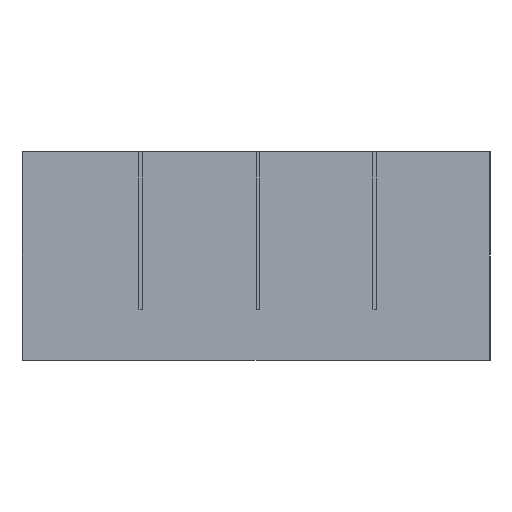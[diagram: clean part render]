
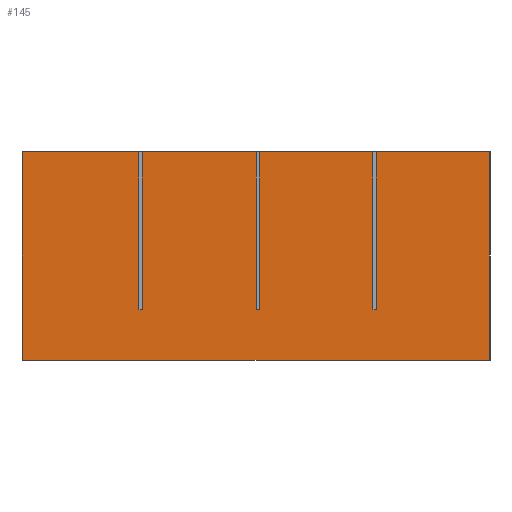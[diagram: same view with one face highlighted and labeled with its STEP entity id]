
A CAD part, front view. The second image highlights one B-rep face of the part: STEP entity #145.
In plain terms, the highlighted planar face has unit normal (0, -1, 0).
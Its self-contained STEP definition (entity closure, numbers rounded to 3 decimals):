
#21 = EDGE_CURVE('',#22,#24,#26,.T.);
#22 = VERTEX_POINT('',#23);
#23 = CARTESIAN_POINT('',(175.125,0.,103.));
#24 = VERTEX_POINT('',#25);
#25 = CARTESIAN_POINT('',(231.1,0.,103.));
#26 = LINE('',#27,#28);
#27 = CARTESIAN_POINT('',(0.,0.,103.));
#28 = VECTOR('',#29,1.);
#29 = DIRECTION('',(1.,0.,0.));
#145 = ADVANCED_FACE('',(#146),#267,.F.);
#146 = FACE_BOUND('',#147,.F.);
#147 = EDGE_LOOP('',(#148,#149,#157,#165,#173,#181,#189,#197,#205,#213,
    #221,#229,#237,#245,#253,#261));
#148 = ORIENTED_EDGE('',*,*,#21,.T.);
#149 = ORIENTED_EDGE('',*,*,#150,.F.);
#150 = EDGE_CURVE('',#151,#24,#153,.T.);
#151 = VERTEX_POINT('',#152);
#152 = CARTESIAN_POINT('',(231.1,0.,0.));
#153 = LINE('',#154,#155);
#154 = CARTESIAN_POINT('',(231.1,0.,0.));
#155 = VECTOR('',#156,1.);
#156 = DIRECTION('',(0.,0.,1.));
#157 = ORIENTED_EDGE('',*,*,#158,.F.);
#158 = EDGE_CURVE('',#159,#151,#161,.T.);
#159 = VERTEX_POINT('',#160);
#160 = CARTESIAN_POINT('',(0.4,0.,0.));
#161 = LINE('',#162,#163);
#162 = CARTESIAN_POINT('',(0.,0.,0.));
#163 = VECTOR('',#164,1.);
#164 = DIRECTION('',(1.,0.,0.));
#165 = ORIENTED_EDGE('',*,*,#166,.T.);
#166 = EDGE_CURVE('',#159,#167,#169,.T.);
#167 = VERTEX_POINT('',#168);
#168 = CARTESIAN_POINT('',(0.4,0.,103.));
#169 = LINE('',#170,#171);
#170 = CARTESIAN_POINT('',(0.4,0.,0.));
#171 = VECTOR('',#172,1.);
#172 = DIRECTION('',(0.,0.,1.));
#173 = ORIENTED_EDGE('',*,*,#174,.T.);
#174 = EDGE_CURVE('',#167,#175,#177,.T.);
#175 = VERTEX_POINT('',#176);
#176 = CARTESIAN_POINT('',(57.875,0.,103.));
#177 = LINE('',#178,#179);
#178 = CARTESIAN_POINT('',(0.,0.,103.));
#179 = VECTOR('',#180,1.);
#180 = DIRECTION('',(1.,0.,0.));
#181 = ORIENTED_EDGE('',*,*,#182,.F.);
#182 = EDGE_CURVE('',#183,#175,#185,.T.);
#183 = VERTEX_POINT('',#184);
#184 = CARTESIAN_POINT('',(57.875,0.,25.));
#185 = LINE('',#186,#187);
#186 = CARTESIAN_POINT('',(57.875,0.,25.));
#187 = VECTOR('',#188,1.);
#188 = DIRECTION('',(0.,0.,1.));
#189 = ORIENTED_EDGE('',*,*,#190,.T.);
#190 = EDGE_CURVE('',#183,#191,#193,.T.);
#191 = VERTEX_POINT('',#192);
#192 = CARTESIAN_POINT('',(59.375,0.,25.));
#193 = LINE('',#194,#195);
#194 = CARTESIAN_POINT('',(57.875,0.,25.));
#195 = VECTOR('',#196,1.);
#196 = DIRECTION('',(1.,0.,0.));
#197 = ORIENTED_EDGE('',*,*,#198,.T.);
#198 = EDGE_CURVE('',#191,#199,#201,.T.);
#199 = VERTEX_POINT('',#200);
#200 = CARTESIAN_POINT('',(59.375,0.,103.));
#201 = LINE('',#202,#203);
#202 = CARTESIAN_POINT('',(59.375,0.,25.));
#203 = VECTOR('',#204,1.);
#204 = DIRECTION('',(0.,0.,1.));
#205 = ORIENTED_EDGE('',*,*,#206,.T.);
#206 = EDGE_CURVE('',#199,#207,#209,.T.);
#207 = VERTEX_POINT('',#208);
#208 = CARTESIAN_POINT('',(115.75,0.,103.));
#209 = LINE('',#210,#211);
#210 = CARTESIAN_POINT('',(0.,0.,103.));
#211 = VECTOR('',#212,1.);
#212 = DIRECTION('',(1.,0.,0.));
#213 = ORIENTED_EDGE('',*,*,#214,.F.);
#214 = EDGE_CURVE('',#215,#207,#217,.T.);
#215 = VERTEX_POINT('',#216);
#216 = CARTESIAN_POINT('',(115.75,0.,25.));
#217 = LINE('',#218,#219);
#218 = CARTESIAN_POINT('',(115.75,0.,25.));
#219 = VECTOR('',#220,1.);
#220 = DIRECTION('',(0.,0.,1.));
#221 = ORIENTED_EDGE('',*,*,#222,.T.);
#222 = EDGE_CURVE('',#215,#223,#225,.T.);
#223 = VERTEX_POINT('',#224);
#224 = CARTESIAN_POINT('',(117.25,0.,25.));
#225 = LINE('',#226,#227);
#226 = CARTESIAN_POINT('',(115.75,0.,25.));
#227 = VECTOR('',#228,1.);
#228 = DIRECTION('',(1.,0.,0.));
#229 = ORIENTED_EDGE('',*,*,#230,.T.);
#230 = EDGE_CURVE('',#223,#231,#233,.T.);
#231 = VERTEX_POINT('',#232);
#232 = CARTESIAN_POINT('',(117.25,0.,103.));
#233 = LINE('',#234,#235);
#234 = CARTESIAN_POINT('',(117.25,0.,25.));
#235 = VECTOR('',#236,1.);
#236 = DIRECTION('',(0.,0.,1.));
#237 = ORIENTED_EDGE('',*,*,#238,.T.);
#238 = EDGE_CURVE('',#231,#239,#241,.T.);
#239 = VERTEX_POINT('',#240);
#240 = CARTESIAN_POINT('',(173.625,0.,103.));
#241 = LINE('',#242,#243);
#242 = CARTESIAN_POINT('',(0.,0.,103.));
#243 = VECTOR('',#244,1.);
#244 = DIRECTION('',(1.,0.,0.));
#245 = ORIENTED_EDGE('',*,*,#246,.F.);
#246 = EDGE_CURVE('',#247,#239,#249,.T.);
#247 = VERTEX_POINT('',#248);
#248 = CARTESIAN_POINT('',(173.625,0.,25.));
#249 = LINE('',#250,#251);
#250 = CARTESIAN_POINT('',(173.625,0.,25.));
#251 = VECTOR('',#252,1.);
#252 = DIRECTION('',(0.,0.,1.));
#253 = ORIENTED_EDGE('',*,*,#254,.T.);
#254 = EDGE_CURVE('',#247,#255,#257,.T.);
#255 = VERTEX_POINT('',#256);
#256 = CARTESIAN_POINT('',(175.125,0.,25.));
#257 = LINE('',#258,#259);
#258 = CARTESIAN_POINT('',(173.625,0.,25.));
#259 = VECTOR('',#260,1.);
#260 = DIRECTION('',(1.,0.,0.));
#261 = ORIENTED_EDGE('',*,*,#262,.T.);
#262 = EDGE_CURVE('',#255,#22,#263,.T.);
#263 = LINE('',#264,#265);
#264 = CARTESIAN_POINT('',(175.125,0.,25.));
#265 = VECTOR('',#266,1.);
#266 = DIRECTION('',(0.,0.,1.));
#267 = PLANE('',#268);
#268 = AXIS2_PLACEMENT_3D('',#269,#270,#271);
#269 = CARTESIAN_POINT('',(0.,0.,0.));
#270 = DIRECTION('',(0.,1.,0.));
#271 = DIRECTION('',(0.,0.,1.));
